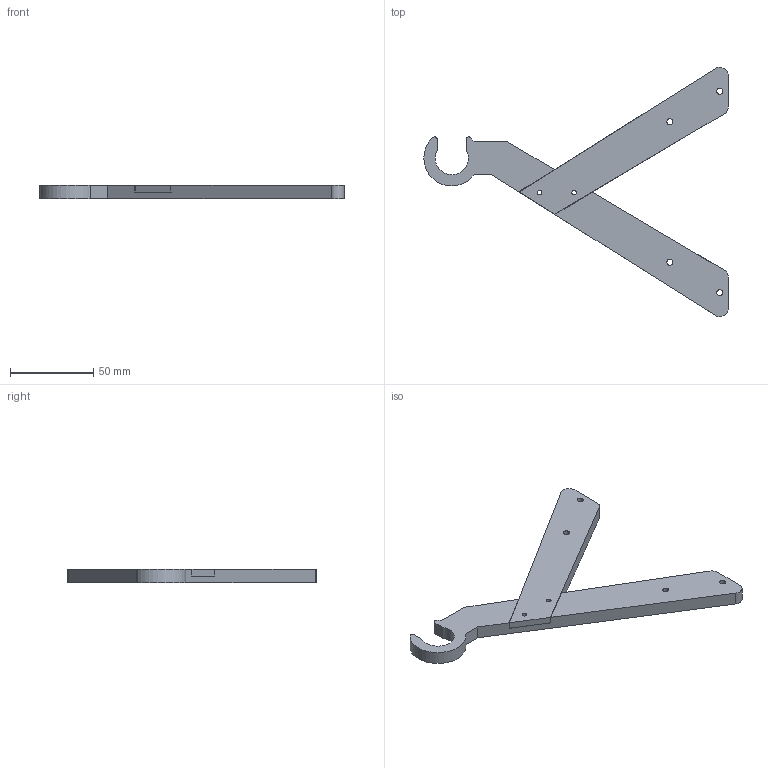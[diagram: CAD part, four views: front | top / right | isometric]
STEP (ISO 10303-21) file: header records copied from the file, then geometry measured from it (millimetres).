
FILE_DESCRIPTION (( 'STEP AP203' ), '1' );
FILE_NAME ('spool holder bracket - front-1 (Spool Holder).STEP', '2021-11-19T20:50:02', ( '' ), ( '' ), 'SwSTEP 2.0', 'SolidWorks 2020', '' );
FILE_SCHEMA (( 'CONFIG_CONTROL_DESIGN' ));
Length unit declared in the file: millimetre
Products named in the file (1): spool holder bracket - front-1 (Spool Holder)
Bounding box: 182.74 x 149.77 x 8 mm (x, y, z)
Volume: 56585.7 mm3; surface area: 22379.3 mm2
Topology: 2 solids, 2 shells, 66 faces, 168 edges, 112 vertices
Faces by surface type: cylinder 39, plane 27
Entity records: 2137 total; most frequent: DIRECTION 380, CARTESIAN_POINT 347, ORIENTED_EDGE 336, EDGE_CURVE 168, AXIS2_PLACEMENT_3D 145, VERTEX_POINT 112, LINE 90, VECTOR 90
